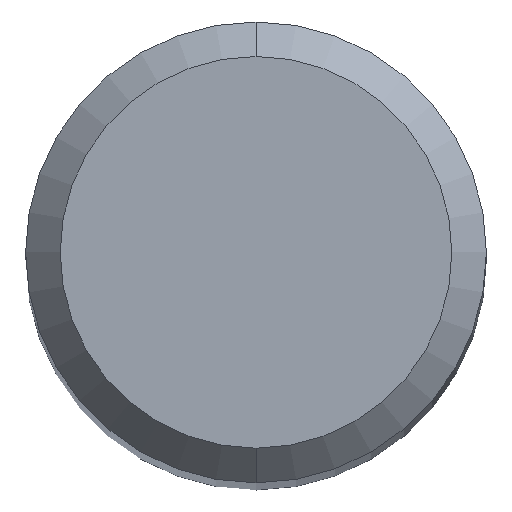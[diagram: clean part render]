
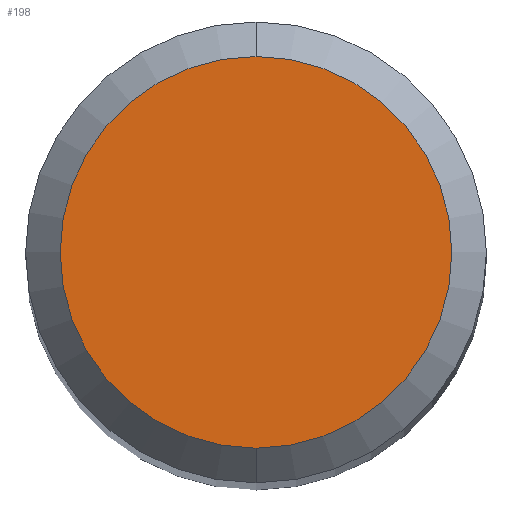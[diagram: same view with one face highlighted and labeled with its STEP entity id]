
A CAD part, top view. The second image highlights one B-rep face of the part: STEP entity #198.
In plain terms, the highlighted planar face has unit normal (0, 0, 1).
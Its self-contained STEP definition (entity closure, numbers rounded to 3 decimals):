
#132=EDGE_CURVE('',#176,#226,#289,.T.);
#176=VERTEX_POINT('',#338);
#198=ADVANCED_FACE('',(#364),#365,.T.);
#226=VERTEX_POINT('',#395);
#228=EDGE_CURVE('',#226,#176,#397,.T.);
#289=CIRCLE('',#460,1.7);
#338=CARTESIAN_POINT('',(0.0,1.7,0.0));
#364=FACE_OUTER_BOUND('',#558,.T.);
#365=PLANE('',#559);
#395=CARTESIAN_POINT('',(0.,-1.7,0.0));
#397=CIRCLE('',#598,1.7);
#460=AXIS2_PLACEMENT_3D('',#658,#659,#660);
#558=EDGE_LOOP('',(#763,#764));
#559=AXIS2_PLACEMENT_3D('',#765,#766,#767);
#598=AXIS2_PLACEMENT_3D('',#789,#790,#791);
#658=CARTESIAN_POINT('',(0.0,0.0,0.0));
#659=DIRECTION('',(0.0,0.0,-1.0));
#660=DIRECTION('',(0.0,1.0,0.0));
#763=ORIENTED_EDGE('',*,*,#132,.F.);
#764=ORIENTED_EDGE('',*,*,#228,.F.);
#765=CARTESIAN_POINT('',(0.0,0.85,0.0));
#766=DIRECTION('',(-0.0,0.0,1.0));
#767=DIRECTION('',(0.0,-1.0,0.0));
#789=CARTESIAN_POINT('',(0.0,0.0,0.0));
#790=DIRECTION('',(0.0,0.0,-1.0));
#791=DIRECTION('',(0.0,1.0,0.0));
